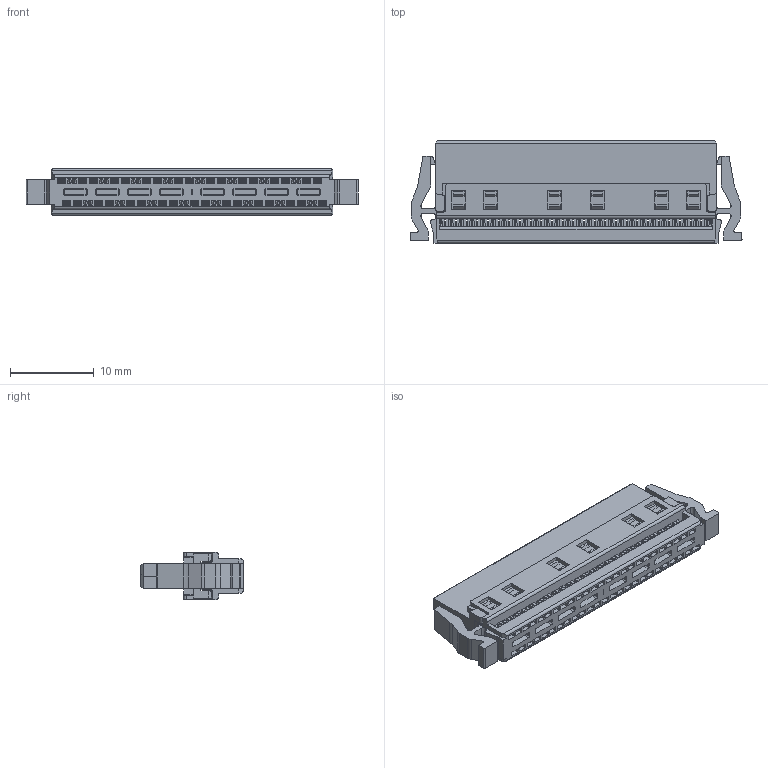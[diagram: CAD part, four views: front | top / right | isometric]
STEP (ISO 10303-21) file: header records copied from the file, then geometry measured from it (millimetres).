
FILE_DESCRIPTION(('CATIA V5 STEP Exchange','CAx-IF Rec.Pracs.--- Model Styling and Organization---1.4--- 2014-01-23'),'2;1');
FILE_NAME ('D1463939_0', '2020-10-05T06:55:28+00:00', ('none'), ('Weidmueller'), 'CATIA Version 5-6 Release 2016 SP3 HF44', 'CATIA V5 STEP AP214', 'none');
FILE_SCHEMA(('AUTOMOTIVE_DESIGN { 1 0 10303 214 1 1 1 1 }'));
Products named in the file (1): 2747580000
Bounding box: 39.53 x 12.2 x 5.6 mm (x, y, z)
Volume: 1515.9 mm3; surface area: 3429.8 mm2
Topology: 1 solids, 1 shells, 2759 faces, 7553 edges, 5030 vertices
Faces by surface type: plane 2195, cylinder 528, cone 36
Entity records: 89625 total; most frequent: CARTESIAN_POINT 19219, ORIENTED_EDGE 15106, DIRECTION 12283, EDGE_CURVE 7553, VECTOR 6407, LINE 6407, VERTEX_POINT 5030, AXIS2_PLACEMENT_3D 3217
